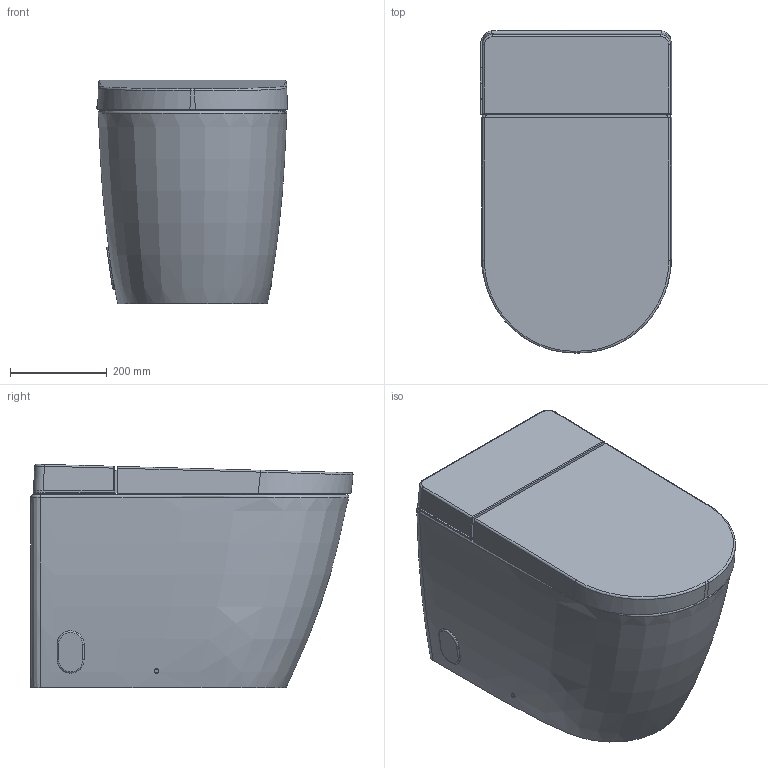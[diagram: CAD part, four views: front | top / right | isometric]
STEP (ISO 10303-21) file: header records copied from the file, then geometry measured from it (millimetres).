
FILE_DESCRIPTION(/* description */ (''),/* implementation_level */ '2;1');
FILE_NAME(/* name */ 'STEP - A80313500R_35178',/* time_stamp */ '2026-04-01T09:08:46+11:00',/* author */ (''),/* organization */ (''),/* preprocessor_version */ 'ST-DEVELOPER v16.5',/* originating_system */ 'Rhino 7.38',/* authorisation */ '');
FILE_SCHEMA (('AUTOMOTIVE_DESIGN'));
Length unit declared in the file: millimetre
Products named in the file (1): Document
Bounding box: 395.72 x 666.71 x 462.77 mm (x, y, z)
Volume: 93811084.2 mm3; surface area: 1773594.9 mm2
Topology: 8 solids, 8 shells, 94 faces, 206 edges, 128 vertices
Faces by surface type: plane 47, cylinder 27, bspline 20
Entity records: 4361 total; most frequent: CARTESIAN_POINT 2980, ORIENTED_EDGE 412, EDGE_CURVE 206, VERTEX_POINT 128, ADVANCED_FACE 94, FACE_OUTER_BOUND 94, EDGE_LOOP 94, B_SPLINE_CURVE_WITH_KNOTS 84
